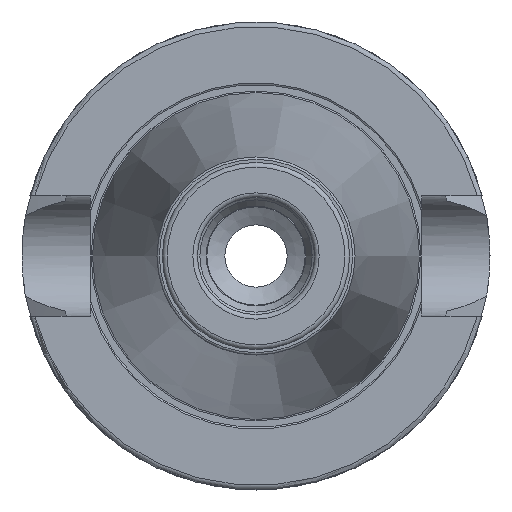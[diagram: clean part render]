
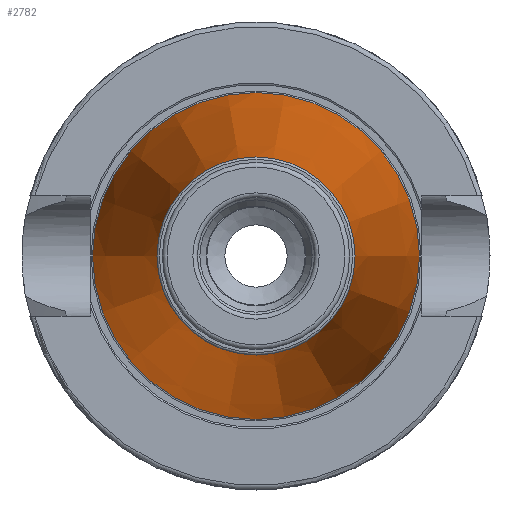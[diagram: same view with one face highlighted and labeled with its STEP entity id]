
A CAD part, left-side view. The second image highlights one B-rep face of the part: STEP entity #2782.
In plain terms, the highlighted conical face has half-angle 8.297 degrees and reference radius 28.044 mm.
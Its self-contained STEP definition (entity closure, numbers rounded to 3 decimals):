
#2748=CARTESIAN_POINT('',(-94.372,21.162,0.0));
#2749=VERTEX_POINT('',#2748);
#2750=CARTESIAN_POINT('',(-94.372,0.0,0.0));
#2751=DIRECTION('',(1.0,0.0,0.0));
#2752=DIRECTION('',(0.0,1.0,0.0));
#2753=AXIS2_PLACEMENT_3D('',#2750,#2751,#2752);
#2754=CIRCLE('',#2753,21.162);
#2755=EDGE_CURVE('',#2749,#2749,#2754,.T.);
#2763=CARTESIAN_POINT('',(-47.186,0.0,0.0));
#2764=DIRECTION('',(1.0,0.0,0.0));
#2765=DIRECTION('',(0.0,1.0,0.0));
#2766=AXIS2_PLACEMENT_3D('',#2763,#2764,#2765);
#2767=CONICAL_SURFACE('',#2766,28.044,8.297);
#2768=CARTESIAN_POINT('',(0.0,34.925,0.0));
#2769=VERTEX_POINT('',#2768);
#2770=CARTESIAN_POINT('',(0.0,0.0,0.0));
#2771=DIRECTION('',(1.0,0.0,0.0));
#2772=DIRECTION('',(0.0,1.0,0.0));
#2773=AXIS2_PLACEMENT_3D('',#2770,#2771,#2772);
#2774=CIRCLE('',#2773,34.925);
#2775=EDGE_CURVE('',#2769,#2769,#2774,.T.);
#2776=ORIENTED_EDGE('',*,*,#2775,.F.);
#2777=EDGE_LOOP('',(#2776));
#2778=FACE_OUTER_BOUND('',#2777,.T.);
#2779=ORIENTED_EDGE('',*,*,#2755,.T.);
#2780=EDGE_LOOP('',(#2779));
#2781=FACE_BOUND('',#2780,.T.);
#2782=ADVANCED_FACE('',(#2778,#2781),#2767,.T.);
